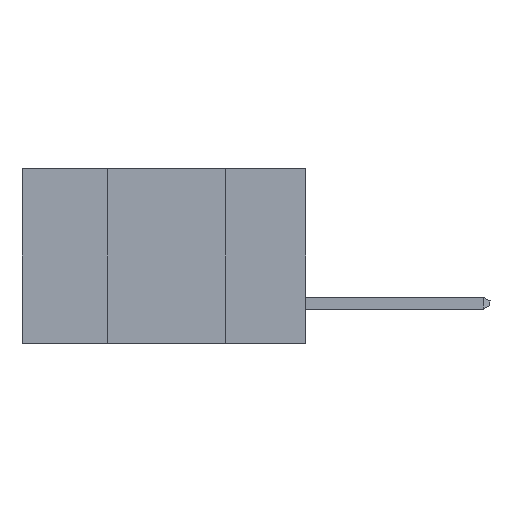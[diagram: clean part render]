
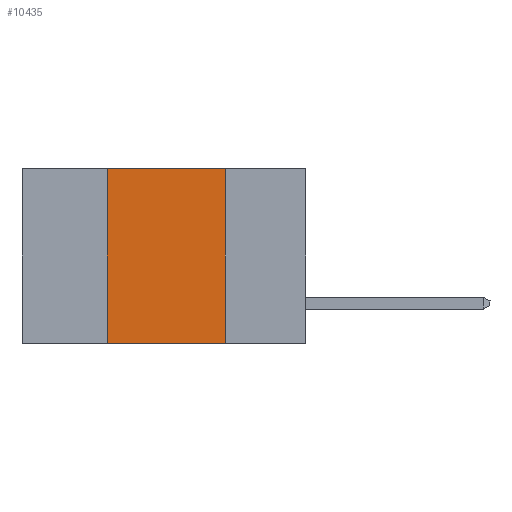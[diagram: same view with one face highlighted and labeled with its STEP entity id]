
A CAD part, left-side view. The second image highlights one B-rep face of the part: STEP entity #10435.
In plain terms, the highlighted planar face has unit normal (-1, 0, 0).
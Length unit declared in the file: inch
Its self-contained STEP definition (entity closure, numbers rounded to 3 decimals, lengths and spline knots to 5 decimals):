
#463 = EDGE_CURVE ( 'NONE', #20978, #4213, #17419, .T. ) ;
#870 = CARTESIAN_POINT ( 'NONE',  ( 0., 0.17, -0.37 ) ) ;
#1704 = ORIENTED_EDGE ( 'NONE', *, *, #16312, .T. ) ;
#2464 = DIRECTION ( 'NONE',  ( 0., 0., -1. ) ) ;
#2927 = FACE_OUTER_BOUND ( 'NONE', #7100, .T. ) ;
#4213 = VERTEX_POINT ( 'NONE', #24782 ) ;
#4355 = ORIENTED_EDGE ( 'NONE', *, *, #23044, .F. ) ;
#5176 = CARTESIAN_POINT ( 'NONE',  ( 0., 0.6, 0. ) ) ;
#7100 = EDGE_LOOP ( 'NONE', ( #4355, #17717, #19893, #1704 ) ) ;
#8374 = CARTESIAN_POINT ( 'NONE',  ( 0., 0.17, 0. ) ) ;
#10435 = ADVANCED_FACE ( 'NONE', ( #2927 ), #16575, .F. ) ;
#11853 = EDGE_CURVE ( 'NONE', #4213, #12002, #25734, .T. ) ;
#12002 = VERTEX_POINT ( 'NONE', #8374 ) ;
#14969 = DIRECTION ( 'NONE',  ( 0., -1., 0. ) ) ;
#14979 = VERTEX_POINT ( 'NONE', #870 ) ;
#15620 = CARTESIAN_POINT ( 'NONE',  ( 0., 0.17, 0. ) ) ;
#16312 = EDGE_CURVE ( 'NONE', #20978, #14979, #27509, .T. ) ;
#16575 = PLANE ( 'NONE',  #22808 ) ;
#17419 = LINE ( 'NONE', #21001, #18455 ) ;
#17717 = ORIENTED_EDGE ( 'NONE', *, *, #11853, .F. ) ;
#18455 = VECTOR ( 'NONE', #23380, 39.37008 ) ;
#18461 = LINE ( 'NONE', #15620, #25948 ) ;
#18970 = DIRECTION ( 'NONE',  ( 1., 0., 0. ) ) ;
#19893 = ORIENTED_EDGE ( 'NONE', *, *, #463, .F. ) ;
#20805 = DIRECTION ( 'NONE',  ( 0., 0., -1. ) ) ;
#20978 = VERTEX_POINT ( 'NONE', #21759 ) ;
#21001 = CARTESIAN_POINT ( 'NONE',  ( 0., 0.42, 0. ) ) ;
#21759 = CARTESIAN_POINT ( 'NONE',  ( 0., 0.42, -0.37 ) ) ;
#22808 = AXIS2_PLACEMENT_3D ( 'NONE', #22985, #18970, #20805 ) ;
#22985 = CARTESIAN_POINT ( 'NONE',  ( 0., 0.6, 0. ) ) ;
#23044 = EDGE_CURVE ( 'NONE', #12002, #14979, #18461, .T. ) ;
#23380 = DIRECTION ( 'NONE',  ( 0., 0., 1. ) ) ;
#24782 = CARTESIAN_POINT ( 'NONE',  ( 0., 0.42, 0. ) ) ;
#25734 = LINE ( 'NONE', #5176, #27104 ) ;
#25948 = VECTOR ( 'NONE', #2464, 39.37008 ) ;
#26913 = DIRECTION ( 'NONE',  ( 0., -1., 0. ) ) ;
#27104 = VECTOR ( 'NONE', #26913, 39.37008 ) ;
#27145 = VECTOR ( 'NONE', #14969, 39.37008 ) ;
#27509 = LINE ( 'NONE', #28029, #27145 ) ;
#28029 = CARTESIAN_POINT ( 'NONE',  ( 0., 0.6, -0.37 ) ) ;
